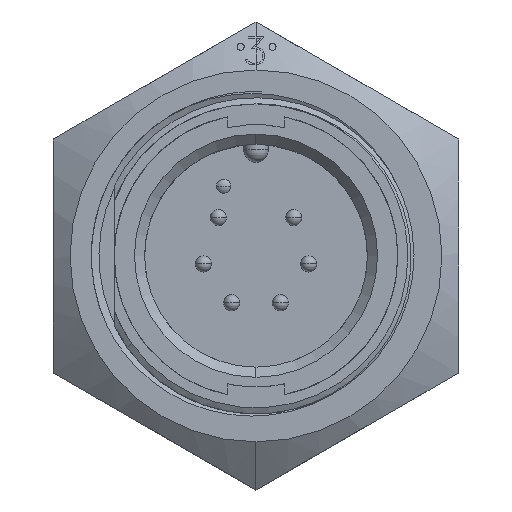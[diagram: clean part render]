
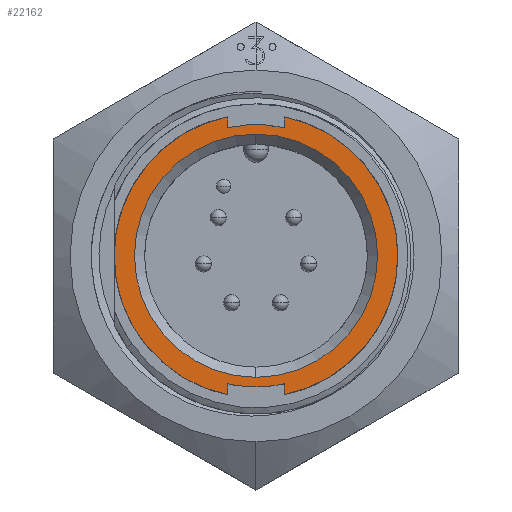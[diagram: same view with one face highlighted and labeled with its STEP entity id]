
A CAD part, top view. The second image highlights one B-rep face of the part: STEP entity #22162.
In plain terms, the highlighted planar face has unit normal (0, 0, 1).
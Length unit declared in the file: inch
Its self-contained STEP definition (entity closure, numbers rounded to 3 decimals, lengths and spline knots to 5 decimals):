
#90 = ORIENTED_EDGE ( 'NONE', *, *, #6569, .F. ) ;
#428 = VECTOR ( 'NONE', #5408, 39.37008 ) ;
#516 = EDGE_LOOP ( 'NONE', ( #23764, #14734, #5253, #90, #3951, #7141, #22582, #7998, #8105 ) ) ;
#1254 = DIRECTION ( 'NONE',  ( 0., -1., 0. ) ) ;
#1322 = VECTOR ( 'NONE', #12308, 39.37008 ) ;
#1550 = VECTOR ( 'NONE', #6493, 39.37008 ) ;
#1722 = VERTEX_POINT ( 'NONE', #20710 ) ;
#1793 = EDGE_CURVE ( 'NONE', #1722, #7957, #6886, .T. ) ;
#2179 = EDGE_CURVE ( 'NONE', #12610, #13343, #17245, .T. ) ;
#2489 = AXIS2_PLACEMENT_3D ( 'NONE', #6263, #21464, #6508 ) ;
#2680 = FACE_OUTER_BOUND ( 'NONE', #516, .T. ) ;
#2861 = CARTESIAN_POINT ( 'NONE',  ( 0.07, -0.34293, 0. ) ) ;
#2904 = CARTESIAN_POINT ( 'NONE',  ( 0.07, -0.34293, 0. ) ) ;
#3105 = AXIS2_PLACEMENT_3D ( 'NONE', #9084, #15271, #16677 ) ;
#3344 = DIRECTION ( 'NONE',  ( 0., -1., 0. ) ) ;
#3696 = CARTESIAN_POINT ( 'NONE',  ( 0., -0.3235, 0. ) ) ;
#3838 = CARTESIAN_POINT ( 'NONE',  ( 0.07, 0.34293, 0. ) ) ;
#3951 = ORIENTED_EDGE ( 'NONE', *, *, #22690, .F. ) ;
#4679 = FACE_BOUND ( 'NONE', #22430, .T. ) ;
#4705 = CARTESIAN_POINT ( 'NONE',  ( 0.07, 0.31584, 0. ) ) ;
#4813 = DIRECTION ( 'NONE',  ( 1., 0., 0. ) ) ;
#5230 = CARTESIAN_POINT ( 'NONE',  ( -0.07, -0.34293, 0. ) ) ;
#5253 = ORIENTED_EDGE ( 'NONE', *, *, #2179, .T. ) ;
#5376 = DIRECTION ( 'NONE',  ( 0., 0., -1. ) ) ;
#5408 = DIRECTION ( 'NONE',  ( 0., -1., 0. ) ) ;
#6256 = CARTESIAN_POINT ( 'NONE',  ( 0.07, -0.31584, 0. ) ) ;
#6263 = CARTESIAN_POINT ( 'NONE',  ( 0., 0., 0. ) ) ;
#6479 = DIRECTION ( 'NONE',  ( 0., -1., 0. ) ) ;
#6493 = DIRECTION ( 'NONE',  ( 0., 1., 0. ) ) ;
#6508 = DIRECTION ( 'NONE',  ( 1., 0., 0. ) ) ;
#6518 = AXIS2_PLACEMENT_3D ( 'NONE', #23319, #19581, #6479 ) ;
#6569 = EDGE_CURVE ( 'NONE', #24313, #13343, #12724, .T. ) ;
#6601 = DIRECTION ( 'NONE',  ( 0., 0., 1. ) ) ;
#6886 = CIRCLE ( 'NONE', #24022, 0.3235 ) ;
#6962 = ORIENTED_EDGE ( 'NONE', *, *, #19716, .F. ) ;
#7141 = ORIENTED_EDGE ( 'NONE', *, *, #19231, .F. ) ;
#7310 = EDGE_CURVE ( 'NONE', #7957, #13449, #19934, .T. ) ;
#7385 = ORIENTED_EDGE ( 'NONE', *, *, #22297, .F. ) ;
#7888 = CIRCLE ( 'NONE', #3105, 0.35 ) ;
#7957 = VERTEX_POINT ( 'NONE', #10271 ) ;
#7998 = ORIENTED_EDGE ( 'NONE', *, *, #10943, .T. ) ;
#8105 = ORIENTED_EDGE ( 'NONE', *, *, #7310, .F. ) ;
#9084 = CARTESIAN_POINT ( 'NONE',  ( 0., 0., 0. ) ) ;
#9467 = VERTEX_POINT ( 'NONE', #6256 ) ;
#9629 = CARTESIAN_POINT ( 'NONE',  ( -0.07, 0.34293, 0. ) ) ;
#10271 = CARTESIAN_POINT ( 'NONE',  ( 0.07, 0.31584, 0. ) ) ;
#10306 = PLANE ( 'NONE',  #16328 ) ;
#10685 = CARTESIAN_POINT ( 'NONE',  ( 0., 0., 0. ) ) ;
#10778 = AXIS2_PLACEMENT_3D ( 'NONE', #16779, #12538, #20650 ) ;
#10943 = EDGE_CURVE ( 'NONE', #20300, #13449, #7888, .T. ) ;
#11018 = CARTESIAN_POINT ( 'NONE',  ( -0.07, -0.31584, 0. ) ) ;
#11114 = DIRECTION ( 'NONE',  ( 1., 0., 0. ) ) ;
#12038 = CARTESIAN_POINT ( 'NONE',  ( 0., 0.35, 0. ) ) ;
#12308 = DIRECTION ( 'NONE',  ( 0., 1., 0. ) ) ;
#12406 = DIRECTION ( 'NONE',  ( 0., 0., -1. ) ) ;
#12538 = DIRECTION ( 'NONE',  ( 0., 0., 1. ) ) ;
#12610 = VERTEX_POINT ( 'NONE', #9629 ) ;
#12724 = LINE ( 'NONE', #12848, #18973 ) ;
#12748 = EDGE_CURVE ( 'NONE', #20300, #9467, #19965, .T. ) ;
#12763 = CARTESIAN_POINT ( 'NONE',  ( 0., -0.3, 0. ) ) ;
#12848 = CARTESIAN_POINT ( 'NONE',  ( -0.07, -0.31584, 0. ) ) ;
#13343 = VERTEX_POINT ( 'NONE', #5230 ) ;
#13449 = VERTEX_POINT ( 'NONE', #3838 ) ;
#14466 = CIRCLE ( 'NONE', #6518, 0.3 ) ;
#14511 = CARTESIAN_POINT ( 'NONE',  ( -0.07, 0.34293, 0. ) ) ;
#14734 = ORIENTED_EDGE ( 'NONE', *, *, #23048, .F. ) ;
#15271 = DIRECTION ( 'NONE',  ( 0., 0., 1. ) ) ;
#16328 = AXIS2_PLACEMENT_3D ( 'NONE', #12038, #12406, #19661 ) ;
#16676 = VERTEX_POINT ( 'NONE', #16924 ) ;
#16677 = DIRECTION ( 'NONE',  ( 0., -1., 0. ) ) ;
#16779 = CARTESIAN_POINT ( 'NONE',  ( 0., 0., 0. ) ) ;
#16924 = CARTESIAN_POINT ( 'NONE',  ( 0., 0.3, 0. ) ) ;
#17245 = CIRCLE ( 'NONE', #20775, 0.35 ) ;
#18259 = LINE ( 'NONE', #14511, #428 ) ;
#18746 = AXIS2_PLACEMENT_3D ( 'NONE', #10685, #23901, #4813 ) ;
#18973 = VECTOR ( 'NONE', #1254, 39.37008 ) ;
#19231 = EDGE_CURVE ( 'NONE', #9467, #21166, #24042, .T. ) ;
#19581 = DIRECTION ( 'NONE',  ( 0., 0., 1. ) ) ;
#19661 = DIRECTION ( 'NONE',  ( 0., 1., 0. ) ) ;
#19716 = EDGE_CURVE ( 'NONE', #23071, #16676, #14466, .T. ) ;
#19934 = LINE ( 'NONE', #4705, #1322 ) ;
#19946 = CARTESIAN_POINT ( 'NONE',  ( 0., 0., 0. ) ) ;
#19965 = LINE ( 'NONE', #2861, #1550 ) ;
#20235 = CARTESIAN_POINT ( 'NONE',  ( 0., 0., 0. ) ) ;
#20300 = VERTEX_POINT ( 'NONE', #2904 ) ;
#20650 = DIRECTION ( 'NONE',  ( 0., -1., 0. ) ) ;
#20710 = CARTESIAN_POINT ( 'NONE',  ( -0.07, 0.31584, 0. ) ) ;
#20734 = CIRCLE ( 'NONE', #10778, 0.3 ) ;
#20775 = AXIS2_PLACEMENT_3D ( 'NONE', #19946, #6601, #3344 ) ;
#21166 = VERTEX_POINT ( 'NONE', #3696 ) ;
#21464 = DIRECTION ( 'NONE',  ( 0., 0., -1. ) ) ;
#22162 = ADVANCED_FACE ( 'NONE', ( #2680, #4679 ), #10306, .F. ) ;
#22297 = EDGE_CURVE ( 'NONE', #16676, #23071, #20734, .T. ) ;
#22430 = EDGE_LOOP ( 'NONE', ( #6962, #7385 ) ) ;
#22582 = ORIENTED_EDGE ( 'NONE', *, *, #12748, .F. ) ;
#22690 = EDGE_CURVE ( 'NONE', #21166, #24313, #23926, .T. ) ;
#23048 = EDGE_CURVE ( 'NONE', #12610, #1722, #18259, .T. ) ;
#23071 = VERTEX_POINT ( 'NONE', #12763 ) ;
#23319 = CARTESIAN_POINT ( 'NONE',  ( 0., 0., 0. ) ) ;
#23764 = ORIENTED_EDGE ( 'NONE', *, *, #1793, .F. ) ;
#23901 = DIRECTION ( 'NONE',  ( 0., 0., -1. ) ) ;
#23926 = CIRCLE ( 'NONE', #18746, 0.3235 ) ;
#24022 = AXIS2_PLACEMENT_3D ( 'NONE', #20235, #5376, #11114 ) ;
#24042 = CIRCLE ( 'NONE', #2489, 0.3235 ) ;
#24313 = VERTEX_POINT ( 'NONE', #11018 ) ;
